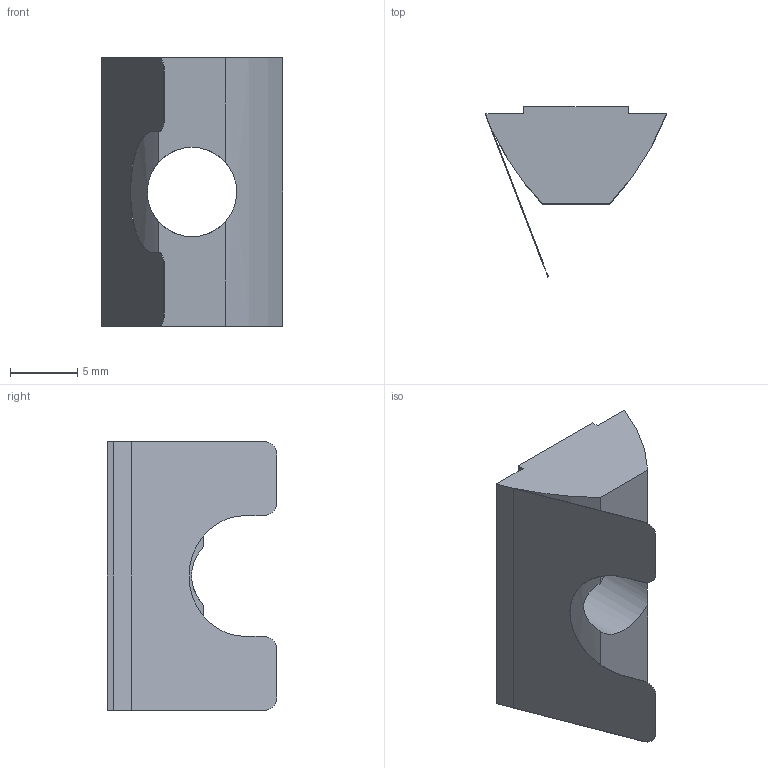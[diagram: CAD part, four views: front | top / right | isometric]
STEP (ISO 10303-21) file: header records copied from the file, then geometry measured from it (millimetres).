
FILE_DESCRIPTION(/* description */ ('Matice s pružinou 40'),/* implementation_level */ '2;1');
FILE_NAME(/* name */ '210482.stp',/* time_stamp */ '2014-01-07T07:43:27+01:00',/* author */ ('AlutecKK'),/* organization */ (''),/* preprocessor_version */ 'ST-DEVELOPER v15.2',/* originating_system */ 'Autodesk Inventor 2014',/* authorisation */ '');
FILE_SCHEMA (('AUTOMOTIVE_DESIGN { 1 0 10303 214 3 1 1 }'));
Length unit declared in the file: millimetre
Products named in the file (1): 210482
Bounding box: 13.5 x 12.64 x 20 mm (x, y, z)
Volume: 1163 mm3; surface area: 1278.6 mm2
Topology: 1 solids, 1 shells, 25 faces, 72 edges, 48 vertices
Faces by surface type: plane 17, cylinder 8
Full cylindrical faces by diameter (mm): 6.647 x1
Entity records: 857 total; most frequent: CARTESIAN_POINT 170, ORIENTED_EDGE 140, DIRECTION 137, EDGE_CURVE 70, LINE 51, VECTOR 51, VERTEX_POINT 47, AXIS2_PLACEMENT_3D 43
